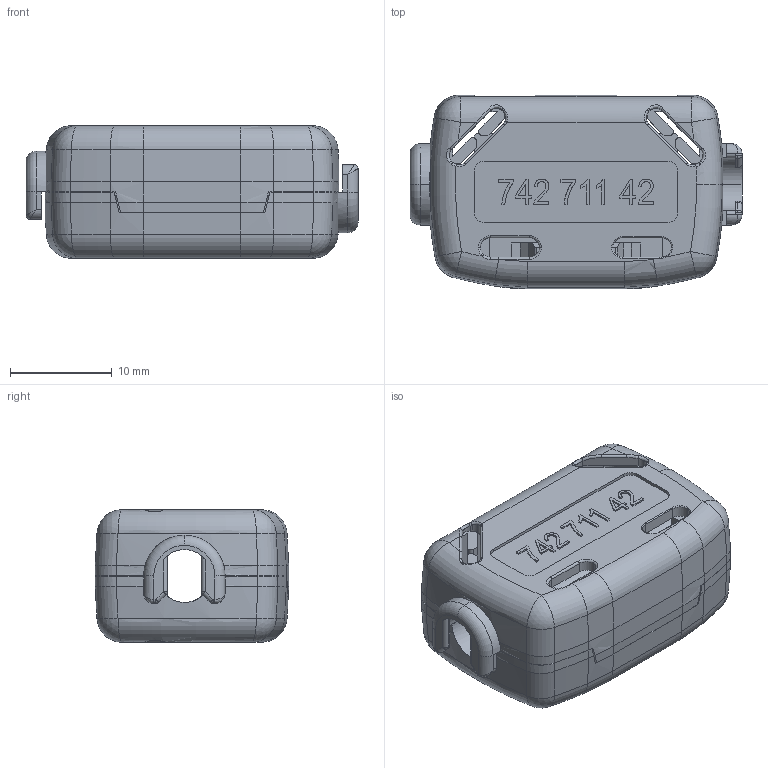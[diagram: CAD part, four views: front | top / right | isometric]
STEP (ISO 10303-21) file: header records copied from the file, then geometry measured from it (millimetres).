
FILE_DESCRIPTION(/* description */ ('Unknown'),/* implementation_level */ '2;1');
FILE_NAME(/* name */ '74271142',/* time_stamp */ '2024-04-23T14:19:57+02:00',/* author */ ('Unknown'),/* organization */ ('Unknown'),/* preprocessor_version */ 'ST-DEVELOPER v18.102',/* originating_system */ 'Solid Edge',/* authorisation */ 'Unknown');
FILE_SCHEMA (('AUTOMOTIVE_DESIGN {1 0 10303 214 3 1 1}'));
Length unit declared in the file: millimetre
Products named in the file (4): 74271142; 74271142_unten; 742 7114C; 74271142_oben
Assembly tree (3 placements, depth 2):
  74271142
    74271142_unten
    742 7114C
    74271142_oben
Bounding box: 32.6 x 19 x 13.01 mm (x, y, z)
Volume: 3467.3 mm3; surface area: 5492.3 mm2
Topology: 3 solids, 3 shells, 1311 faces, 3578 edges, 2315 vertices
Faces by surface type: plane 851, cylinder 338, torus 55, cone 32, bspline 20, sphere 15
Full cylindrical faces by diameter (mm): 2.5 x2, 3 x1
Entity records: 42765 total; most frequent: CARTESIAN_POINT 10789, ORIENTED_EDGE 7136, DIRECTION 5865, EDGE_CURVE 3568, LINE 2429, VECTOR 2429, VERTEX_POINT 2313, AXIS2_PLACEMENT_3D 1718
